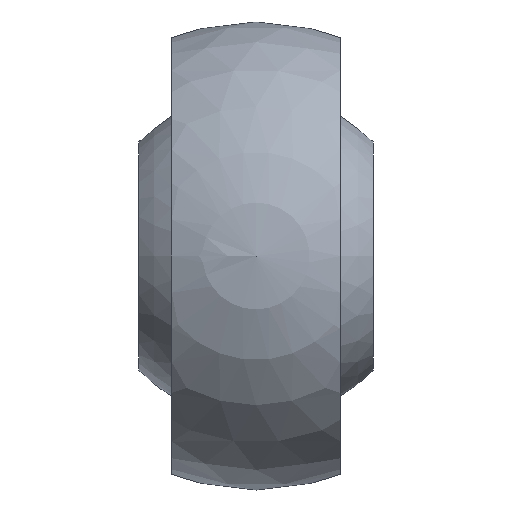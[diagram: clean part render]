
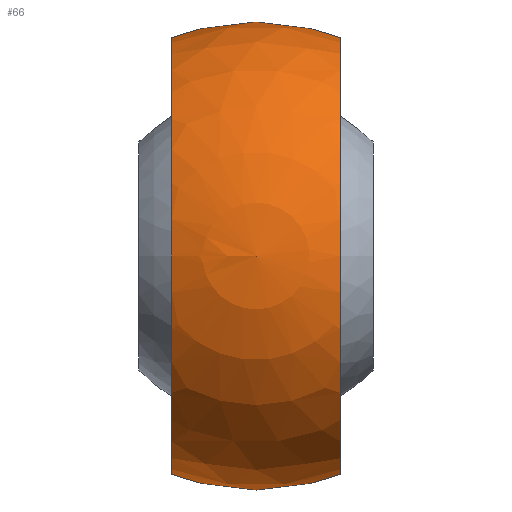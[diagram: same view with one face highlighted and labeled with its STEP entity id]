
A CAD part, left-side view. The second image highlights one B-rep face of the part: STEP entity #66.
In plain terms, the highlighted spherical face has radius 25 mm.
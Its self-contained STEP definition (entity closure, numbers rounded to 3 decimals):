
#66 = ADVANCED_FACE( '', ( #140, #141 ), #142, .T. );
#140 = FACE_BOUND( '', #210, .T. );
#141 = FACE_OUTER_BOUND( '', #211, .T. );
#142 = SPHERICAL_SURFACE( '', #212, 25. );
#210 = VERTEX_LOOP( '', #305 );
#211 = EDGE_LOOP( '', ( #306, #307, #308, #309 ) );
#212 = AXIS2_PLACEMENT_3D( '', #310, #311, #312 );
#305 = VERTEX_POINT( '', #358 );
#306 = ORIENTED_EDGE( '', *, *, #354, .F. );
#307 = ORIENTED_EDGE( '', *, *, #336, .T. );
#308 = ORIENTED_EDGE( '', *, *, #355, .F. );
#309 = ORIENTED_EDGE( '', *, *, #339, .T. );
#310 = CARTESIAN_POINT( '', ( 0., 0., 0. ) );
#311 = DIRECTION( '', ( 1., 0., 0. ) );
#312 = DIRECTION( '', ( 0., 1., 0. ) );
#336 = EDGE_CURVE( '', #377, #378, #380, .F. );
#339 = EDGE_CURVE( '', #384, #385, #386, .F. );
#354 = EDGE_CURVE( '', #377, #385, #407, .T. );
#355 = EDGE_CURVE( '', #384, #378, #408, .T. );
#358 = CARTESIAN_POINT( '', ( -25., 0., 0. ) );
#377 = VERTEX_POINT( '', #429 );
#378 = VERTEX_POINT( '', #430 );
#380 = CIRCLE( '', #463, 23.324 );
#384 = VERTEX_POINT( '', #467 );
#385 = VERTEX_POINT( '', #468 );
#386 = CIRCLE( '', #469, 23.324 );
#407 = CIRCLE( '', #521, 18.611 );
#408 = CIRCLE( '', #522, 18.611 );
#429 = CARTESIAN_POINT( '', ( 16.692, -9., -16.29 ) );
#430 = CARTESIAN_POINT( '', ( 16.692, -9., 16.29 ) );
#463 = AXIS2_PLACEMENT_3D( '', #545, #546, #547 );
#467 = CARTESIAN_POINT( '', ( 16.692, 9., 16.29 ) );
#468 = CARTESIAN_POINT( '', ( 16.692, 9., -16.29 ) );
#469 = AXIS2_PLACEMENT_3D( '', #551, #552, #553 );
#521 = AXIS2_PLACEMENT_3D( '', #572, #573, #574 );
#522 = AXIS2_PLACEMENT_3D( '', #575, #576, #577 );
#545 = CARTESIAN_POINT( '', ( 0., -9., 0. ) );
#546 = DIRECTION( '', ( 0., -1., 0. ) );
#547 = DIRECTION( '', ( 0., 0., -1. ) );
#551 = CARTESIAN_POINT( '', ( 0., 9., 0. ) );
#552 = DIRECTION( '', ( 0., 1., 0. ) );
#553 = DIRECTION( '', ( 0., 0., 1. ) );
#572 = CARTESIAN_POINT( '', ( 16.692, 0., 0. ) );
#573 = DIRECTION( '', ( 1., 0., 0. ) );
#574 = DIRECTION( '', ( 0., 0., -1. ) );
#575 = CARTESIAN_POINT( '', ( 16.692, 0., 0. ) );
#576 = DIRECTION( '', ( 1., 0., 0. ) );
#577 = DIRECTION( '', ( 0., 0., -1. ) );
